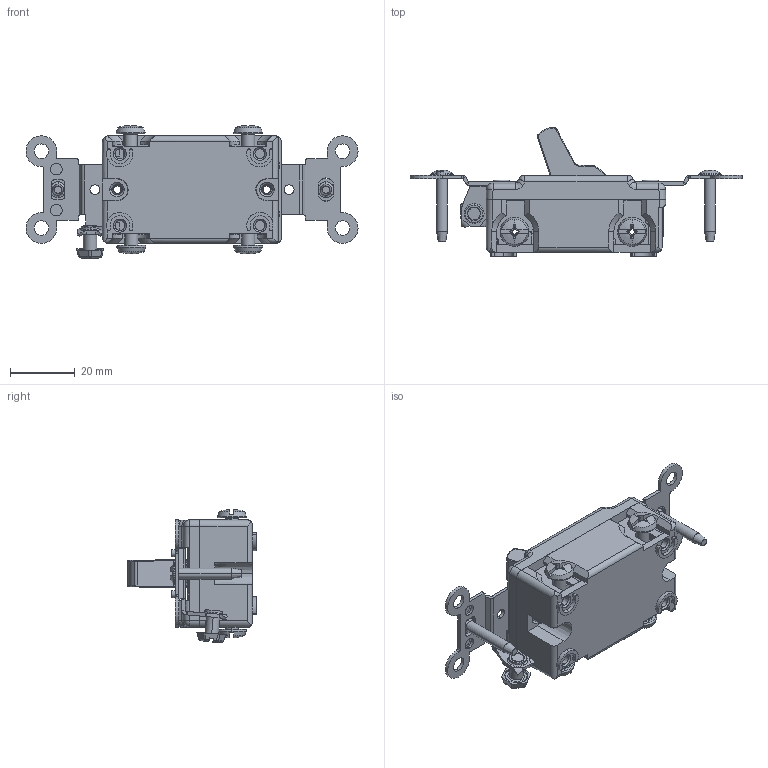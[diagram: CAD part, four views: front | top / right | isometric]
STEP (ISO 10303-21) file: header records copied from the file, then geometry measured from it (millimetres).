
FILE_DESCRIPTION (( 'STEP AP214' ), '1' );
FILE_NAME ('CATSTD-0CSB4-000-M01.STEP', '2020-02-12T16:40:17', ( '' ), ( '' ), 'SwSTEP 2.0', 'SolidWorks 2017', '' );
FILE_SCHEMA (( 'AUTOMOTIVE_DESIGN' ));
Length unit declared in the file: inch
Products named in the file (1): CATSTD-0CSB4-000-M01
Bounding box: 102.88 x 39.93 x 41.17 mm (x, y, z)
Surface area: 17557.3 mm2 (no closed solid volume)
Topology: 0 solids, 27 shells, 863 faces, 2888 edges, 2039 vertices
Faces by surface type: plane 413, cylinder 256, cone 77, bspline 42, torus 40, sphere 35
Entity records: 47443 total; most frequent: CARTESIAN_POINT 12524, ORIENTED_EDGE 4817, DIRECTION 4594, EDGE_CURVE 2880, VERTEX_POINT 2039, AXIS2_PLACEMENT_3D 1564, VECTOR 1466, LINE 1466
